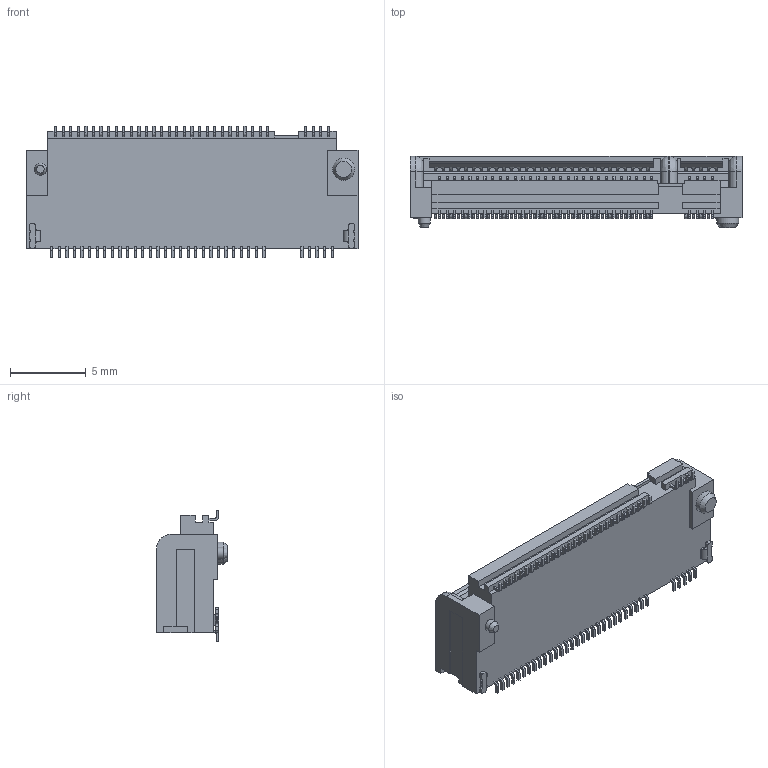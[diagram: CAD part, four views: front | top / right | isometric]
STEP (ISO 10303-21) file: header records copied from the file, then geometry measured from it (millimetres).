
FILE_DESCRIPTION(/* description */ (''),/* implementation_level */ '2;1');
FILE_NAME(/* name */ 'TE_1-2199230-6.step',/* time_stamp */ '2023-11-19T13:42:35Z',/* author */ (''),/* organization */ (''),/* preprocessor_version */ 'ST-DEVELOPER v20',/* originating_system */ 'Autodesk Translation Framework v12.14.0.127',/* authorisation */ '');
FILE_SCHEMA (('AUTOMOTIVE_DESIGN { 1 0 10303 214 3 1 1 }'));
Length unit declared in the file: millimetre
Products named in the file (1): TE_1-2199230-6
Bounding box: 21.9 x 4.7 x 8.7 mm (x, y, z)
Volume: 499.7 mm3; surface area: 756.8 mm2
Topology: 1 solids, 1 shells, 1369 faces, 3775 edges, 2511 vertices
Faces by surface type: plane 1100, cylinder 263, bspline 4, cone 2
Full cylindrical faces by diameter (mm): 0.8 x1, 1.45 x1
Entity records: 44971 total; most frequent: CARTESIAN_POINT 8444, ORIENTED_EDGE 7550, DIRECTION 7039, EDGE_CURVE 3775, LINE 3227, VECTOR 3227, VERTEX_POINT 2511, AXIS2_PLACEMENT_3D 1906
